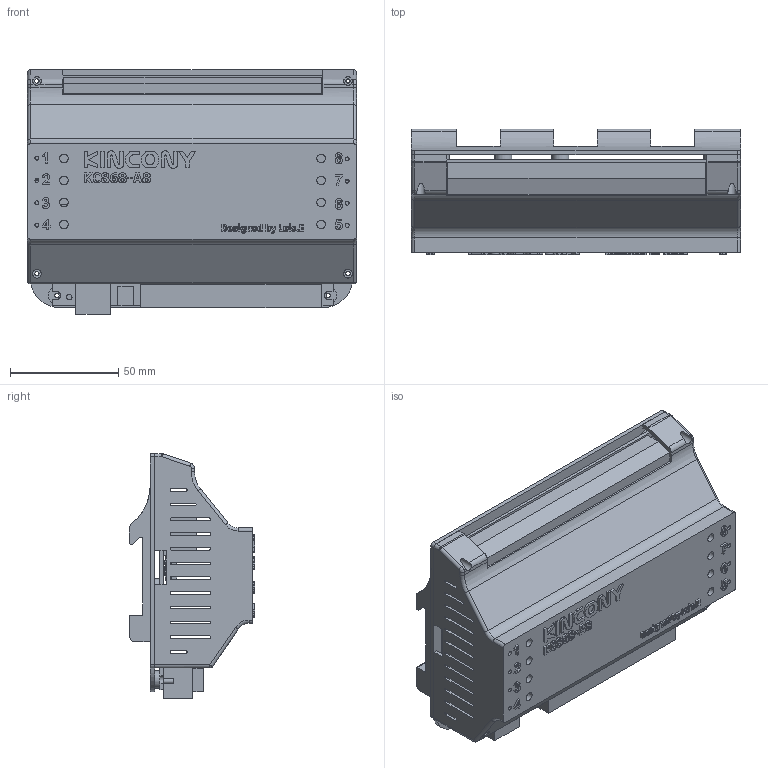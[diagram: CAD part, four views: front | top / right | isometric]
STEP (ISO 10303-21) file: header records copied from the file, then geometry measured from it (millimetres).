
FILE_DESCRIPTION(/* description */ ('','CAx-IF Rec.Pracs.---Representation and Presentation of Product Manufacturing Information (PMI)---4.0---2014-10-13'),/* implementation_level */ '2;1');
FILE_NAME(/* name */ 'KC868-a8 v28.step',/* time_stamp */ '2025-02-26T20:08:24+01:00',/* author */ (''),/* organization */ (''),/* preprocessor_version */ 'ST-DEVELOPER v20',/* originating_system */ 'Autodesk Translation Framework v13.20.0.188',/* authorisation */ '');
FILE_SCHEMA (('AP242_MANAGED_MODEL_BASED_3D_ENGINEERING_MIM_LF { 1 0 10303 442 1 1 4 }'));
Products named in the file (1): KC868-a8
Bounding box: 152.21 x 58.06 x 113.28 mm (x, y, z)
Volume: 243123 mm3; surface area: 172045.6 mm2
Topology: 20 solids, 20 shells, 1485 faces, 4054 edges, 2692 vertices
Faces by surface type: plane 817, bspline 469, cylinder 191, torus 6, sphere 2
Full cylindrical faces by diameter (mm): 1 x8, 1.536 x1, 1.665 x1, 1.77 x4, 1.85 x8, 1.934 x1, 1.986 x1, 2 x12, 2.024 x1, 2.074 x1, 2.5 x2, 3 x3, 3.954 x8, 4 x4, 8 x6
Entity records: 52261 total; most frequent: CARTESIAN_POINT 17107, ORIENTED_EDGE 8108, DIRECTION 5574, EDGE_CURVE 4054, VERTEX_POINT 2692, LINE 2688, VECTOR 2688, EDGE_LOOP 1706
